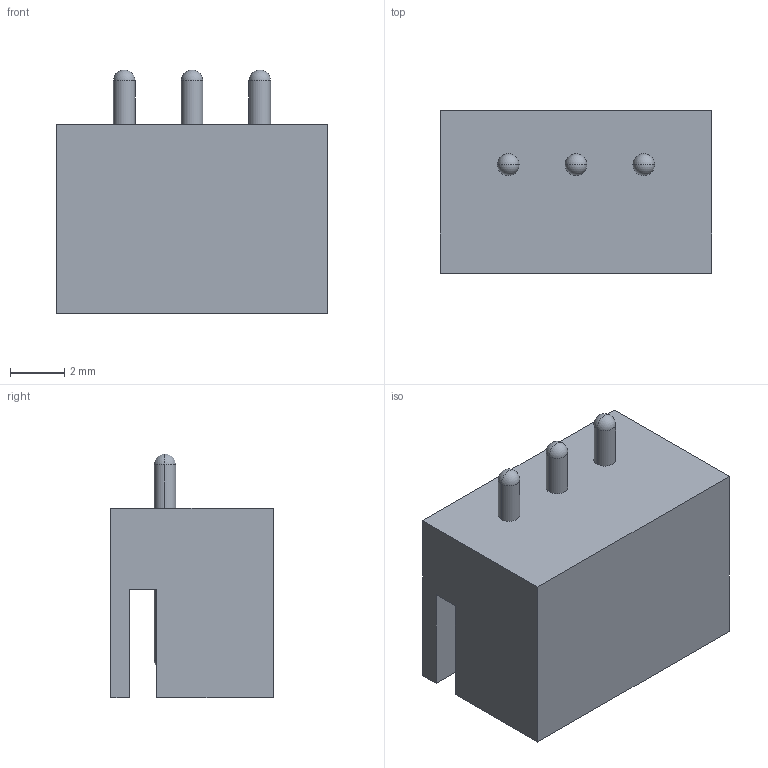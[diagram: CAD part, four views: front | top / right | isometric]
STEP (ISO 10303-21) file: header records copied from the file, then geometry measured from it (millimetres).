
FILE_DESCRIPTION (( 'STEP AP214' ), '1' );
FILE_NAME ('TJC3_3P_2.5.STEP', '2012-04-04T12:12:24', ( '微软用户' ), ( '微软中国' ), 'SwSTEP 2.0', 'SolidWorks 2011', '' );
FILE_SCHEMA (( 'AUTOMOTIVE_DESIGN' ));
Length unit declared in the file: millimetre
Products named in the file (1): TJC3_3P_2.5
Bounding box: 10 x 6 x 9 mm (x, y, z)
Volume: 219.6 mm3; surface area: 508.6 mm2
Topology: 1 solids, 1 shells, 48 faces, 138 edges, 86 vertices
Faces by surface type: plane 24, sphere 12, cylinder 12
Entity records: 1684 total; most frequent: DIRECTION 248, CARTESIAN_POINT 237, ORIENTED_EDGE 228, EDGE_CURVE 114, AXIS2_PLACEMENT_3D 85, LINE 78, VECTOR 78, VERTEX_POINT 74
